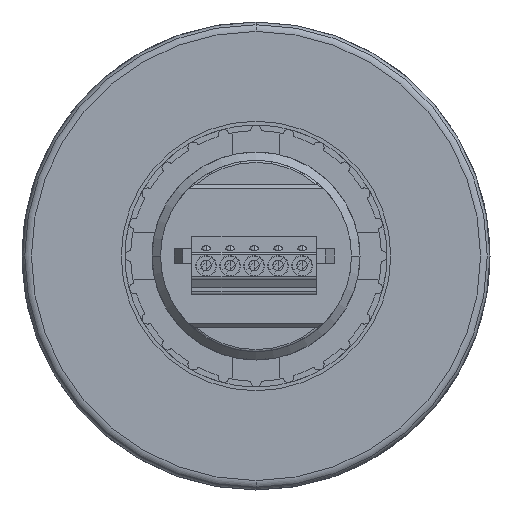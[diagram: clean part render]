
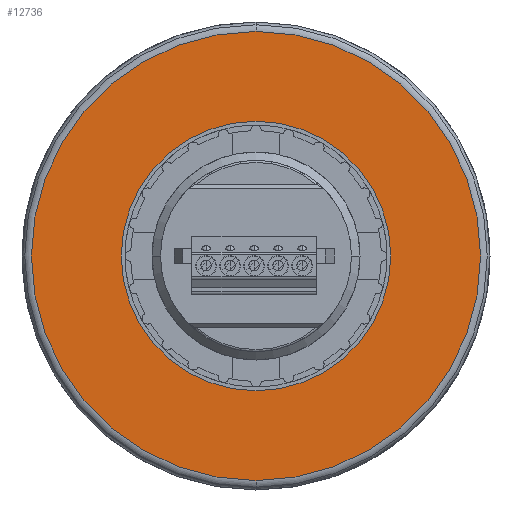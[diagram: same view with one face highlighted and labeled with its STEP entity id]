
A CAD part, left-side view. The second image highlights one B-rep face of the part: STEP entity #12736.
In plain terms, the highlighted planar face has unit normal (-1, 0, 0).
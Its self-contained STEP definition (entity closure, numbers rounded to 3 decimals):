
#5696=CARTESIAN_POINT('',(21.425,0.,0.));
#5697=DIRECTION('',(-1.,0.,0.));
#5698=DIRECTION('',(0.,0.,-1.));
#5699=AXIS2_PLACEMENT_3D('',#5696,#5697,#5698);
#5704=CARTESIAN_POINT('',(21.425,0.,0.));
#5705=DIRECTION('',(-1.,0.,0.));
#5706=DIRECTION('',(0.,0.,1.));
#5707=AXIS2_PLACEMENT_3D('',#5704,#5705,#5706);
#5712=CARTESIAN_POINT('',(21.425,0.,0.));
#5713=DIRECTION('',(1.,0.,0.));
#5714=DIRECTION('',(0.,-1.,0.));
#5715=AXIS2_PLACEMENT_3D('',#5712,#5713,#5714);
#5720=CARTESIAN_POINT('',(21.425,0.,0.));
#5721=DIRECTION('',(1.,0.,0.));
#5722=DIRECTION('',(0.,1.,0.));
#5723=AXIS2_PLACEMENT_3D('',#5720,#5721,#5722);
#8428=CARTESIAN_POINT('',(21.425,0.,-23.75));
#8430=VERTEX_POINT('',#8428);
#8434=CARTESIAN_POINT('',(21.425,0.,23.75));
#8435=VERTEX_POINT('',#8434);
#8465=CARTESIAN_POINT('',(21.425,14.25,0.));
#8467=VERTEX_POINT('',#8465);
#8469=CARTESIAN_POINT('',(21.425,-14.25,0.));
#8471=VERTEX_POINT('',#8469);
#12720=CARTESIAN_POINT('',(21.425,11.85,0.));
#12721=DIRECTION('',(-1.,0.,0.));
#12722=DIRECTION('',(0.,0.,1.));
#12723=AXIS2_PLACEMENT_3D('',#12720,#12721,#12722);
#12724=PLANE('',#12723);
#12726=ORIENTED_EDGE('',*,*,#12725,.F.);
#12728=ORIENTED_EDGE('',*,*,#12727,.F.);
#12729=EDGE_LOOP('',(#12726,#12728));
#12730=FACE_OUTER_BOUND('',#12729,.F.);
#12732=ORIENTED_EDGE('',*,*,#12731,.F.);
#12733=ORIENTED_EDGE('',*,*,#12710,.F.);
#12734=EDGE_LOOP('',(#12732,#12733));
#12735=FACE_BOUND('',#12734,.F.);
#12736=ADVANCED_FACE('',(#12730,#12735),#12724,.T.);
#5700=CIRCLE('',#5699,23.75);
#5708=CIRCLE('',#5707,23.75);
#5716=CIRCLE('',#5715,14.25);
#5724=CIRCLE('',#5723,14.25);
#12710=EDGE_CURVE('',#8467,#8471,#5724,.T.);
#12725=EDGE_CURVE('',#8430,#8435,#5700,.T.);
#12727=EDGE_CURVE('',#8435,#8430,#5708,.T.);
#12731=EDGE_CURVE('',#8471,#8467,#5716,.T.);
